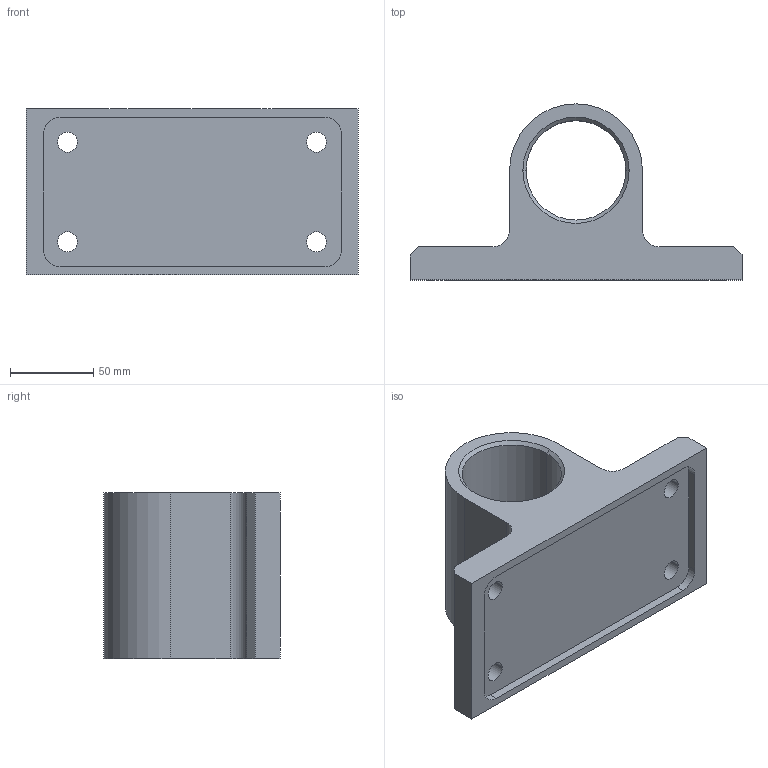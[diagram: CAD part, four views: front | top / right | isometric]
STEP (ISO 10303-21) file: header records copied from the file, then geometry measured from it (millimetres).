
FILE_DESCRIPTION (( 'STEP AP203' ), '1' );
FILE_NAME ('Peça 2.STEP', '2023-12-08T10:29:12', ( '' ), ( '' ), 'SwSTEP 2.0', 'SolidWorks 2017', '' );
FILE_SCHEMA (( 'CONFIG_CONTROL_DESIGN' ));
Length unit declared in the file: millimetre
Products named in the file (1): Pe蓷 2
Bounding box: 200 x 106.03 x 100 mm (x, y, z)
Volume: 650758.6 mm3; surface area: 93481.7 mm2
Topology: 1 solids, 1 shells, 38 faces, 101 edges, 66 vertices
Faces by surface type: cylinder 18, plane 16, cone 4
Entity records: 1290 total; most frequent: DIRECTION 219, CARTESIAN_POINT 206, ORIENTED_EDGE 202, EDGE_CURVE 101, AXIS2_PLACEMENT_3D 79, VERTEX_POINT 66, VECTOR 61, LINE 61
